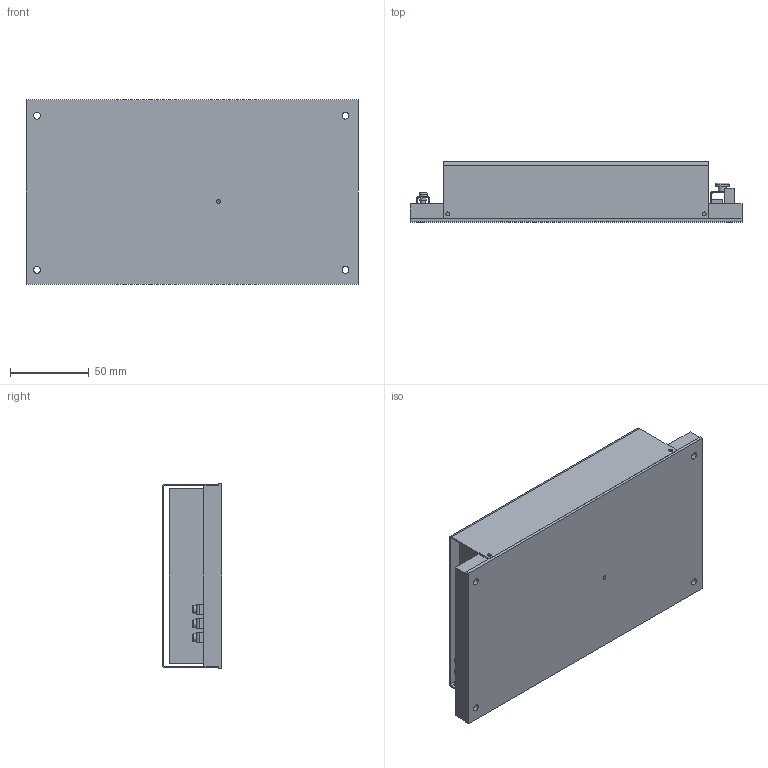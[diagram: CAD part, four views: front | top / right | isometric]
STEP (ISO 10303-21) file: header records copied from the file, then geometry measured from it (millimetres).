
FILE_DESCRIPTION(('STEP AP214'), '1');
FILE_NAME('JETAs1200-230Sxx-SCx-A5', '', ('UNSPECIFIED'), ('UNSPECIFIED'), 'ASCON STEP Converter 1.3', 'ASCON Math Kernel', '');
FILE_SCHEMA(('AUTOMOTIVE_DESIGN { 1 0 10303 214 3 1 1}'));
Length unit declared in the file: millimetre
Bounding box: 211 x 38.1 x 117 mm (x, y, z)
Volume: 697668 mm3; surface area: 129795.1 mm2
Topology: 1 solids, 1 shells, 1751 faces, 5026 edges, 3338 vertices
Faces by surface type: plane 1440, cylinder 305, torus 5, cone 1
Full cylindrical faces by diameter (mm): 2.459 x1, 2.5 x4, 3 x3, 4 x4, 4.3 x5, 5 x2, 5.2 x3, 9 x2
Entity records: 70567 total; most frequent: CARTESIAN_POINT 10092, ORIENTED_EDGE 9990, DIRECTION 9114, EDGE_CURVE 4995, LINE 4380, VECTOR 4380, VERTEX_POINT 3345, AXIS2_PLACEMENT_3D 2367
